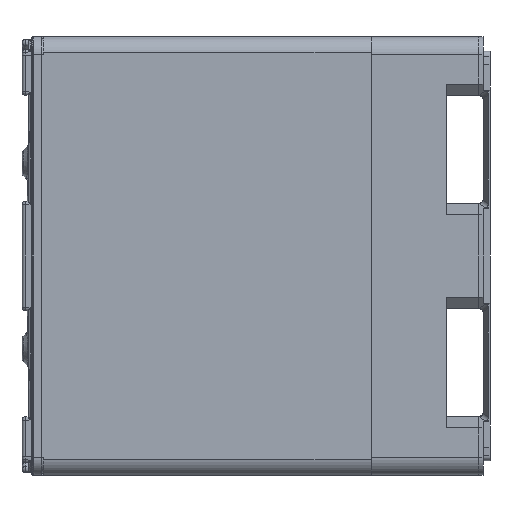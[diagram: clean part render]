
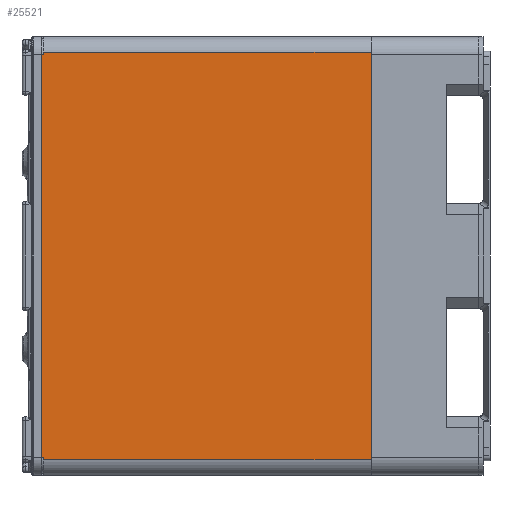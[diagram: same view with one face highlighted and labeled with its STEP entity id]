
A CAD part, left-side view. The second image highlights one B-rep face of the part: STEP entity #25521.
In plain terms, the highlighted face is planar.
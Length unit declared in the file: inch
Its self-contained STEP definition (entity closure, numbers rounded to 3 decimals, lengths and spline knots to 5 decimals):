
#24945=DIRECTION('',(0.,1.,0.));
#24946=VECTOR('',#24945,0.181);
#24947=CARTESIAN_POINT('',(22.,35.844,1.5));
#24948=LINE('',#24947,#24946);
#24949=DIRECTION('',(-1.,0.,0.));
#24950=VECTOR('',#24949,44.53545);
#24951=CARTESIAN_POINT('',(22.26772,0.,1.5));
#24952=LINE('',#24951,#24950);
#24953=DIRECTION('',(0.,1.,0.));
#24954=VECTOR('',#24953,0.181);
#24955=CARTESIAN_POINT('',(-22.,35.844,1.5));
#24956=LINE('',#24955,#24954);
#24957=DIRECTION('',(-1.,0.,0.));
#24958=VECTOR('',#24957,44.);
#24959=CARTESIAN_POINT('',(22.,36.025,1.5));
#24960=LINE('',#24959,#24958);
#25137=DIRECTION('',(0.,1.,0.));
#25138=VECTOR('',#25137,35.844);
#25139=CARTESIAN_POINT('',(22.26772,0.,1.5));
#25140=LINE('',#25139,#25138);
#25158=DIRECTION('',(1.,0.,0.));
#25159=VECTOR('',#25158,0.26772);
#25160=CARTESIAN_POINT('',(22.,35.844,1.5));
#25161=LINE('',#25160,#25159);
#25278=DIRECTION('',(-1.,0.,0.));
#25279=VECTOR('',#25278,0.26772);
#25280=CARTESIAN_POINT('',(-22.,35.844,1.5));
#25281=LINE('',#25280,#25279);
#25315=DIRECTION('',(0.,1.,0.));
#25316=VECTOR('',#25315,35.844);
#25317=CARTESIAN_POINT('',(-22.26772,0.,1.5));
#25318=LINE('',#25317,#25316);
#25325=CARTESIAN_POINT('',(-22.26772,0.,1.5));
#25327=VERTEX_POINT('',#25325);
#25329=CARTESIAN_POINT('',(-22.26772,35.844,1.5));
#25331=VERTEX_POINT('',#25329);
#25335=CARTESIAN_POINT('',(-22.,35.844,1.5));
#25336=VERTEX_POINT('',#25335);
#25387=CARTESIAN_POINT('',(22.26772,0.,1.5));
#25389=VERTEX_POINT('',#25387);
#25391=CARTESIAN_POINT('',(22.26772,35.844,1.5));
#25393=VERTEX_POINT('',#25391);
#25397=CARTESIAN_POINT('',(22.,35.844,1.5));
#25398=VERTEX_POINT('',#25397);
#25447=CARTESIAN_POINT('',(-22.,36.025,1.5));
#25448=VERTEX_POINT('',#25447);
#25453=CARTESIAN_POINT('',(22.,36.025,1.5));
#25454=VERTEX_POINT('',#25453);
#25499=CARTESIAN_POINT('',(-22.,0.,1.5));
#25500=DIRECTION('',(0.,0.,1.));
#25501=DIRECTION('',(1.,0.,0.));
#25502=AXIS2_PLACEMENT_3D('',#25499,#25500,#25501);
#25503=PLANE('',#25502);
#25505=ORIENTED_EDGE('',*,*,#25504,.F.);
#25507=ORIENTED_EDGE('',*,*,#25506,.F.);
#25509=ORIENTED_EDGE('',*,*,#25508,.T.);
#25511=ORIENTED_EDGE('',*,*,#25510,.F.);
#25512=ORIENTED_EDGE('',*,*,#25460,.T.);
#25514=ORIENTED_EDGE('',*,*,#25513,.T.);
#25516=ORIENTED_EDGE('',*,*,#25515,.F.);
#25518=ORIENTED_EDGE('',*,*,#25517,.T.);
#25519=EDGE_LOOP('',(#25505,#25507,#25509,#25511,#25512,#25514,#25516,#25518));
#25520=FACE_OUTER_BOUND('',#25519,.F.);
#25521=ADVANCED_FACE('',(#25520),#25503,.T.);
#25460=EDGE_CURVE('',#25389,#25327,#24952,.T.);
#25504=EDGE_CURVE('',#25454,#25448,#24960,.T.);
#25506=EDGE_CURVE('',#25398,#25454,#24948,.T.);
#25508=EDGE_CURVE('',#25398,#25393,#25161,.T.);
#25510=EDGE_CURVE('',#25389,#25393,#25140,.T.);
#25513=EDGE_CURVE('',#25327,#25331,#25318,.T.);
#25515=EDGE_CURVE('',#25336,#25331,#25281,.T.);
#25517=EDGE_CURVE('',#25336,#25448,#24956,.T.);
